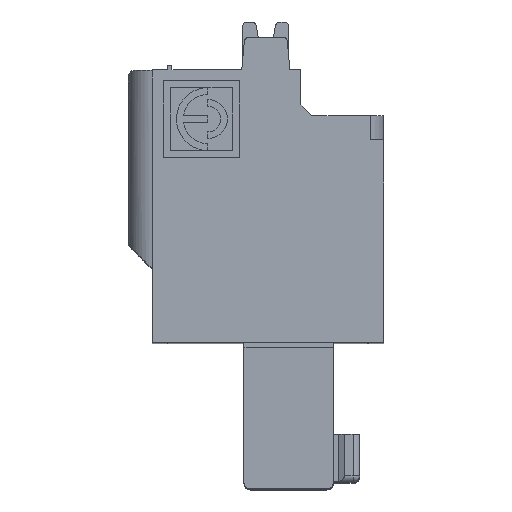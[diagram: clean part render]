
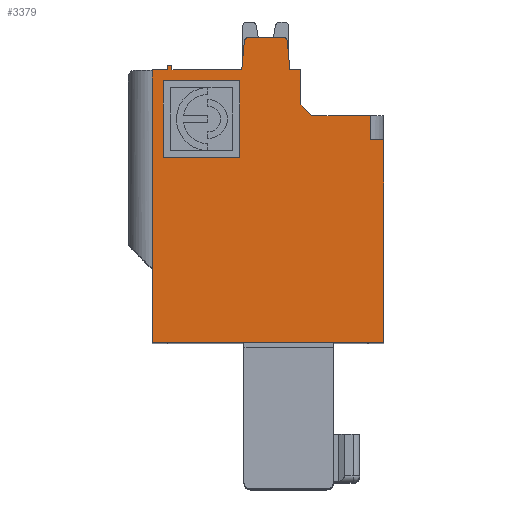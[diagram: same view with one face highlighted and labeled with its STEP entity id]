
A CAD part, top view. The second image highlights one B-rep face of the part: STEP entity #3379.
In plain terms, the highlighted planar face has unit normal (0, 0, 1).
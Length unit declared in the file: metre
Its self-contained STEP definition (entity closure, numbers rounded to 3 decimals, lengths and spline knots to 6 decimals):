
#3379=ADVANCED_FACE('',(#7920,#7921),#7922,.F.);
#3607=EDGE_CURVE('',#8267,#8264,#8268,.T.);
#7920=FACE_BOUND('',#13507,.T.);
#7921=FACE_OUTER_BOUND('',#13508,.T.);
#7922=PLANE('',#13509);
#8264=VERTEX_POINT('',#13890);
#8267=VERTEX_POINT('',#13895);
#8268=LINE('',#13896,#13897);
#8412=VERTEX_POINT('',#14136);
#8584=VERTEX_POINT('',#14547);
#8653=VERTEX_POINT('',#14654);
#8708=VERTEX_POINT('',#14770);
#8712=VERTEX_POINT('',#14776);
#8760=VERTEX_POINT('',#14867);
#8775=VERTEX_POINT('',#14892);
#8781=VERTEX_POINT('',#14901);
#8785=VERTEX_POINT('',#14907);
#13507=EDGE_LOOP('',(#27181,#27182,#27183,#27184));
#13508=EDGE_LOOP('',(#27185,#27186,#27187,#27188,#27189,#27190,#27191,#27192,#27193,#27194,#27195,#27196,#27197,#27198,#27199,#27200,#27201,#27202,#27203));
#13509=AXIS2_PLACEMENT_3D('',#27204,#27205,#27206);
#13890=CARTESIAN_POINT('',(0.1106,0.0093,-0.0148));
#13895=CARTESIAN_POINT('',(0.1106,0.0,-0.0148));
#13896=CARTESIAN_POINT('',(0.1106,0.0,-0.0148));
#13897=VECTOR('',#28049,1.0);
#14136=CARTESIAN_POINT('',(0.11,0.0093,-0.0148));
#14547=CARTESIAN_POINT('',(0.1007,0.0127,-0.0148));
#14654=CARTESIAN_POINT('',(0.1007,0.0125,-0.0148));
#14770=CARTESIAN_POINT('',(0.106185,0.013817,-0.0148));
#14776=CARTESIAN_POINT('',(0.1063,0.0125,-0.0148));
#14867=CARTESIAN_POINT('',(0.104215,0.013817,-0.0148));
#14892=CARTESIAN_POINT('',(0.1041,0.0125,-0.0148));
#14901=CARTESIAN_POINT('',(0.1009,0.0125,-0.0148));
#14907=CARTESIAN_POINT('',(0.1009,0.0127,-0.0148));
#27181=ORIENTED_EDGE('',*,*,#29440,.T.);
#27182=ORIENTED_EDGE('',*,*,#31132,.T.);
#27183=ORIENTED_EDGE('',*,*,#31133,.T.);
#27184=ORIENTED_EDGE('',*,*,#29699,.T.);
#27185=ORIENTED_EDGE('',*,*,#29297,.T.);
#27186=ORIENTED_EDGE('',*,*,#30070,.T.);
#27187=ORIENTED_EDGE('',*,*,#30977,.F.);
#27188=ORIENTED_EDGE('',*,*,#29467,.T.);
#27189=ORIENTED_EDGE('',*,*,#29598,.T.);
#27190=ORIENTED_EDGE('',*,*,#29703,.T.);
#27191=ORIENTED_EDGE('',*,*,#29528,.T.);
#27192=ORIENTED_EDGE('',*,*,#29532,.T.);
#27193=ORIENTED_EDGE('',*,*,#30976,.F.);
#27194=ORIENTED_EDGE('',*,*,#29570,.T.);
#27195=ORIENTED_EDGE('',*,*,#31134,.F.);
#27196=ORIENTED_EDGE('',*,*,#29361,.F.);
#27197=ORIENTED_EDGE('',*,*,#29593,.F.);
#27198=ORIENTED_EDGE('',*,*,#29813,.F.);
#27199=ORIENTED_EDGE('',*,*,#31109,.T.);
#27200=ORIENTED_EDGE('',*,*,#3607,.T.);
#27201=ORIENTED_EDGE('',*,*,#29216,.F.);
#27202=ORIENTED_EDGE('',*,*,#29225,.F.);
#27203=ORIENTED_EDGE('',*,*,#29294,.F.);
#27204=CARTESIAN_POINT('',(0.114572,0.033759,-0.0148));
#27205=DIRECTION('',(0.0,0.,-1.0));
#27206=DIRECTION('',(-1.0,0.0,0.0));
#28049=DIRECTION('',(0.0,1.0,0.));
#29216=EDGE_CURVE('',#8412,#8264,#31324,.T.);
#29225=EDGE_CURVE('',#31332,#8412,#31334,.T.);
#29294=EDGE_CURVE('',#31429,#31332,#31431,.T.);
#29297=EDGE_CURVE('',#31429,#31433,#31435,.T.);
#29361=EDGE_CURVE('',#8653,#8584,#31521,.T.);
#29440=EDGE_CURVE('',#31653,#31651,#31654,.T.);
#29467=EDGE_CURVE('',#8712,#8708,#31691,.T.);
#29528=EDGE_CURVE('',#31779,#8760,#31780,.T.);
#29532=EDGE_CURVE('',#8760,#8775,#31784,.T.);
#29570=EDGE_CURVE('',#8781,#8785,#31835,.T.);
#29593=EDGE_CURVE('',#31858,#8653,#31860,.T.);
#29598=EDGE_CURVE('',#8708,#31864,#31866,.T.);
#29699=EDGE_CURVE('',#31978,#31653,#31980,.T.);
#29703=EDGE_CURVE('',#31864,#31779,#31984,.T.);
#29813=EDGE_CURVE('',#32102,#31858,#32104,.T.);
#30070=EDGE_CURVE('',#31433,#32408,#32410,.T.);
#30976=EDGE_CURVE('',#8781,#8775,#33537,.T.);
#30977=EDGE_CURVE('',#8712,#32408,#33538,.T.);
#31109=EDGE_CURVE('',#32102,#8267,#33718,.T.);
#31132=EDGE_CURVE('',#31651,#33743,#33744,.T.);
#31133=EDGE_CURVE('',#33743,#31978,#33745,.T.);
#31134=EDGE_CURVE('',#8584,#8785,#33746,.T.);
#31324=LINE('',#33964,#33965);
#31332=VERTEX_POINT('',#33975);
#31334=LINE('',#33978,#33979);
#31429=VERTEX_POINT('',#34108);
#31431=LINE('',#34111,#34112);
#31433=VERTEX_POINT('',#34114);
#31435=LINE('',#34117,#34118);
#31521=LINE('',#34244,#34245);
#31651=VERTEX_POINT('',#34447);
#31653=VERTEX_POINT('',#34450);
#31654=LINE('',#34451,#34452);
#31691=LINE('',#34503,#34504);
#31779=VERTEX_POINT('',#34631);
#31780=CIRCLE('',#34632,0.0002);
#31784=LINE('',#34637,#34638);
#31835=LINE('',#34712,#34713);
#31858=VERTEX_POINT('',#34750);
#31860=LINE('',#34753,#34754);
#31864=VERTEX_POINT('',#34760);
#31866=CIRCLE('',#34763,0.0002);
#31978=VERTEX_POINT('',#34921);
#31980=LINE('',#34924,#34925);
#31984=LINE('',#34930,#34931);
#32102=VERTEX_POINT('',#35113);
#32104=LINE('',#35116,#35117);
#32408=VERTEX_POINT('',#35551);
#32410=LINE('',#35554,#35555);
#33537=LINE('',#37112,#37113);
#33538=LINE('',#37114,#37115);
#33718=LINE('',#37378,#37379);
#33743=VERTEX_POINT('',#37410);
#33744=LINE('',#37411,#37412);
#33745=LINE('',#37413,#37414);
#33746=LINE('',#37415,#37416);
#33964=CARTESIAN_POINT('',(0.11,0.0093,-0.0148));
#33965=VECTOR('',#37619,1.0);
#33975=CARTESIAN_POINT('',(0.11,0.0104,-0.0148));
#33978=CARTESIAN_POINT('',(0.11,0.0125,-0.0148));
#33979=VECTOR('',#37623,1.0);
#34108=CARTESIAN_POINT('',(0.107307,0.0104,-0.0148));
#34111=CARTESIAN_POINT('',(0.114572,0.0104,-0.0148));
#34112=VECTOR('',#37707,1.0);
#34114=CARTESIAN_POINT('',(0.106811,0.010896,-0.0148));
#34117=CARTESIAN_POINT('',(0.099267,0.01844,-0.0148));
#34118=VECTOR('',#37709,1.0);
#34244=CARTESIAN_POINT('',(0.1007,0.0125,-0.0148));
#34245=VECTOR('',#37777,1.0);
#34447=CARTESIAN_POINT('',(0.104,0.0085,-0.0148));
#34450=CARTESIAN_POINT('',(0.104,0.012,-0.0148));
#34451=CARTESIAN_POINT('',(0.104,0.033759,-0.0148));
#34452=VECTOR('',#37860,1.0);
#34503=CARTESIAN_POINT('',(0.1063,0.0125,-0.0148));
#34504=VECTOR('',#37884,1.0);
#34631=CARTESIAN_POINT('',(0.104414,0.014,-0.0148));
#34632=AXIS2_PLACEMENT_3D('',#37945,#37946,#37947);
#34637=CARTESIAN_POINT('',(0.104215,0.013817,-0.0148));
#34638=VECTOR('',#37949,1.0);
#34712=CARTESIAN_POINT('',(0.1009,0.0125,-0.0148));
#34713=VECTOR('',#37979,1.0);
#34750=CARTESIAN_POINT('',(0.1,0.0125,-0.0148));
#34753=CARTESIAN_POINT('',(0.1,0.0125,-0.0148));
#34754=VECTOR('',#38013,1.0);
#34760=CARTESIAN_POINT('',(0.105985,0.014,-0.0148));
#34763=AXIS2_PLACEMENT_3D('',#38017,#38018,#38019);
#34921=CARTESIAN_POINT('',(0.1005,0.012,-0.0148));
#34924=CARTESIAN_POINT('',(0.114072,0.012,-0.0148));
#34925=VECTOR('',#38088,1.0);
#34930=CARTESIAN_POINT('',(0.104475,0.014,-0.0148));
#34931=VECTOR('',#38090,1.0);
#35113=CARTESIAN_POINT('',(0.1,0.0,-0.0148));
#35116=CARTESIAN_POINT('',(0.1,0.0118,-0.0148));
#35117=VECTOR('',#38165,1.0);
#35551=CARTESIAN_POINT('',(0.106811,0.0125,-0.0148));
#35554=CARTESIAN_POINT('',(0.106811,0.033759,-0.0148));
#35555=VECTOR('',#38331,1.0);
#37112=CARTESIAN_POINT('',(0.1009,0.0125,-0.0148));
#37113=VECTOR('',#39027,1.0);
#37114=CARTESIAN_POINT('',(0.1063,0.0125,-0.0148));
#37115=VECTOR('',#39028,1.0);
#37378=CARTESIAN_POINT('',(0.096699,0.0,-0.0148));
#37379=VECTOR('',#39143,1.0);
#37410=CARTESIAN_POINT('',(0.1005,0.0085,-0.0148));
#37411=CARTESIAN_POINT('',(0.114072,0.0085,-0.0148));
#37412=VECTOR('',#39156,1.0);
#37413=CARTESIAN_POINT('',(0.1005,0.033759,-0.0148));
#37414=VECTOR('',#39157,1.0);
#37415=CARTESIAN_POINT('',(0.1007,0.0127,-0.0148));
#37416=VECTOR('',#39158,1.0);
#37619=DIRECTION('',(1.0,0.0,0.0));
#37623=DIRECTION('',(0.0,-1.0,0.));
#37707=DIRECTION('',(1.0,0.,0.));
#37709=DIRECTION('',(-0.707,0.707,0.));
#37777=DIRECTION('',(0.0,1.0,0.));
#37860=DIRECTION('',(0.,-1.0,0.));
#37884=DIRECTION('',(-0.087,0.996,0.));
#37945=CARTESIAN_POINT('',(0.104414,0.0138,-0.0148));
#37946=DIRECTION('',(0.0,0.,1.0));
#37947=DIRECTION('',(0.0,1.0,0.));
#37949=DIRECTION('',(-0.087,-0.996,0.));
#37979=DIRECTION('',(0.0,1.0,0.));
#38013=DIRECTION('',(1.0,0.0,0.0));
#38017=CARTESIAN_POINT('',(0.105985,0.0138,-0.0148));
#38018=DIRECTION('',(0.,0.,1.0));
#38019=DIRECTION('',(0.996,0.087,0.));
#38088=DIRECTION('',(1.0,0.,0.));
#38090=DIRECTION('',(-1.0,-0.0,0.0));
#38165=DIRECTION('',(0.0,1.0,0.));
#38331=DIRECTION('',(0.,1.0,0.));
#39027=DIRECTION('',(1.0,0.0,0.0));
#39028=DIRECTION('',(1.0,0.0,0.0));
#39143=DIRECTION('',(1.0,0.0,0.0));
#39156=DIRECTION('',(-1.0,0.,0.));
#39157=DIRECTION('',(0.,1.0,0.));
#39158=DIRECTION('',(1.0,0.0,0.0));
